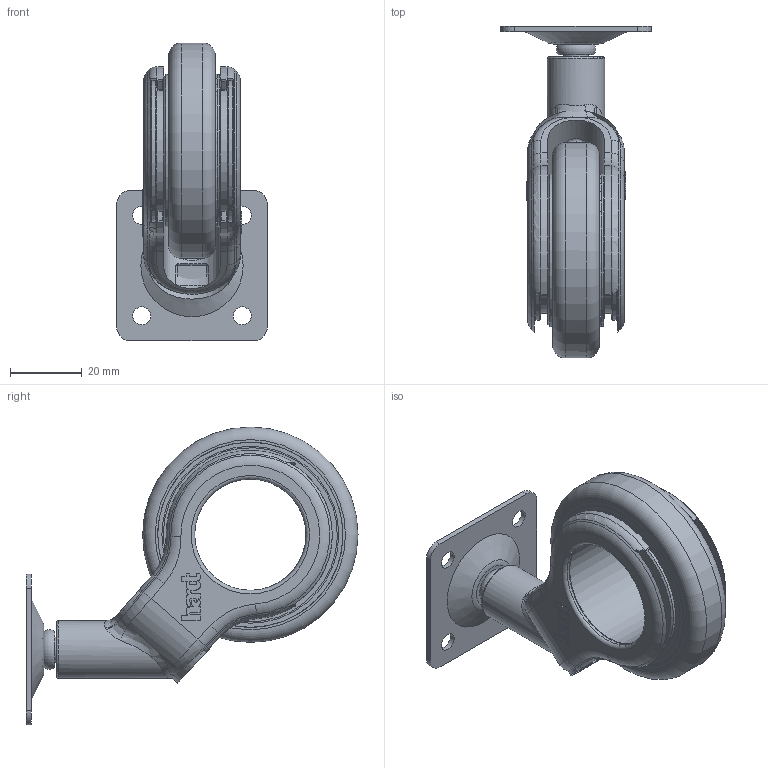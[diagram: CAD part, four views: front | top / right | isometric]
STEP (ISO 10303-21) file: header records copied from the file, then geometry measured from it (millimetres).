
FILE_DESCRIPTION(/* description */ (''),/* implementation_level */ '2;1');
FILE_NAME(/* name */ 'KM-STRADA-60MM-BH-20.stp',/* time_stamp */ '2023-08-09T11:46:48+02:00',/* author */ ('BartlomiejH'),/* organization */ (''),/* preprocessor_version */ 'ST-DEVELOPER v19.2',/* originating_system */ 'Autodesk Inventor 2023',/* authorisation */ '');
FILE_SCHEMA (('AUTOMOTIVE_DESIGN { 1 0 10303 214 3 1 1 }'));
Length unit declared in the file: millimetre
Products named in the file (29): KM-STRADA-60MM-BH-20; KM-STRADA-60MM-BH-20_OLYM60-YOUZHI_ASM_2_ASM; KM-STRADA-60MM-BH-20_OLYM60_ASM_1_ASM; KM-STRADA-60MM-BH-20_OLYM60-ZHOUTAO_1; KM-STRADA-60MM-BH-20_OLYM60-JIAOLUN_ASM_1_ASM; KM-STRADA-60MM-BH-20_OLYM60-NEIFU_1; KM-STRADA-60MM-BH-20_OLYM60-BAOBIAN_1; KM-STRADA-60MM-BH-20_KOO65ZHUHUANG_1; KM-STRADA-60MM-BH-20_KOO65GUNZHU_1_ASM; KM-STRADA-60MM-BH-20_MANIFOLD_SOLID_BREP_28353; KM-STRADA-60MM-BH-20_MANIFOLD_SOLID_BREP_28686; KM-STRADA-60MM-BH-20_MANIFOLD_SOLID_BREP_29019; KM-STRADA-60MM-BH-20_MANIFOLD_SOLID_BREP_29352; KM-STRADA-60MM-BH-20_MANIFOLD_SOLID_BREP_29685; KM-STRADA-60MM-BH-20_MANIFOLD_SOLID_BREP_30018; KM-STRADA-60MM-BH-20_MANIFOLD_SOLID_BREP_30351; KM-STRADA-60MM-BH-20_MANIFOLD_SOLID_BREP_30684; KM-STRADA-60MM-BH-20_MANIFOLD_SOLID_BREP_31017; KM-STRADA-60MM-BH-20_MANIFOLD_SOLID_BREP_31350; KM-STRADA-60MM-BH-20_MANIFOLD_SOLID_BREP_31683; KM-STRADA-60MM-BH-20_MANIFOLD_SOLID_BREP_32016; KM-STRADA-60MM-BH-20_MANIFOLD_SOLID_BREP_32349; KM-STRADA-60MM-BH-20_MANIFOLD_SOLID_BREP_32682; KM-STRADA-60MM-BH-20_MANIFOLD_SOLID_BREP_33015; KM-STRADA-60MM-BH-20_MANIFOLD_SOLID_BREP_33348; KM-STRADA-60MM-BH-20_OLYM60-WUZHIZHIJIA_2; KM-STRADA-60MM-BH-20_ERICA50-42PD_ASM; KM-STRADA-60MM-BH-20_ERICA50-42FK; KM-STRADA-60MM-BH-20_ERICA50-PDD
Assembly tree (28 placements, depth 6):
  KM-STRADA-60MM-BH-20
    KM-STRADA-60MM-BH-20_OLYM60-YOUZHI_ASM_2_ASM
      KM-STRADA-60MM-BH-20_OLYM60_ASM_1_ASM
        KM-STRADA-60MM-BH-20_OLYM60-ZHOUTAO_1
        KM-STRADA-60MM-BH-20_OLYM60-JIAOLUN_ASM_1_ASM
          KM-STRADA-60MM-BH-20_OLYM60-NEIFU_1
          KM-STRADA-60MM-BH-20_OLYM60-BAOBIAN_1
          KM-STRADA-60MM-BH-20_KOO65ZHUHUANG_1
          KM-STRADA-60MM-BH-20_KOO65GUNZHU_1_ASM
            KM-STRADA-60MM-BH-20_MANIFOLD_SOLID_BREP_28353
            KM-STRADA-60MM-BH-20_MANIFOLD_SOLID_BREP_28686
            KM-STRADA-60MM-BH-20_MANIFOLD_SOLID_BREP_29019
            KM-STRADA-60MM-BH-20_MANIFOLD_SOLID_BREP_29352
            KM-STRADA-60MM-BH-20_MANIFOLD_SOLID_BREP_29685
            KM-STRADA-60MM-BH-20_MANIFOLD_SOLID_BREP_30018
            KM-STRADA-60MM-BH-20_MANIFOLD_SOLID_BREP_30351
            KM-STRADA-60MM-BH-20_MANIFOLD_SOLID_BREP_30684
            KM-STRADA-60MM-BH-20_MANIFOLD_SOLID_BREP_31017
            KM-STRADA-60MM-BH-20_MANIFOLD_SOLID_BREP_31350
            KM-STRADA-60MM-BH-20_MANIFOLD_SOLID_BREP_31683
            KM-STRADA-60MM-BH-20_MANIFOLD_SOLID_BREP_32016
            KM-STRADA-60MM-BH-20_MANIFOLD_SOLID_BREP_32349
            KM-STRADA-60MM-BH-20_MANIFOLD_SOLID_BREP_32682
            KM-STRADA-60MM-BH-20_MANIFOLD_SOLID_BREP_33015
            KM-STRADA-60MM-BH-20_MANIFOLD_SOLID_BREP_33348
      KM-STRADA-60MM-BH-20_OLYM60-WUZHIZHIJIA_2
    KM-STRADA-60MM-BH-20_ERICA50-42PD_ASM
      KM-STRADA-60MM-BH-20_ERICA50-42FK
      KM-STRADA-60MM-BH-20_ERICA50-PDD
Bounding box: 42 x 92.5 x 83 mm (x, y, z)
Volume: 47853.2 mm3; surface area: 57497.3 mm2
Topology: 23 solids, 117 shells, 704 faces, 1809 edges, 1216 vertices
Faces by surface type: plane 265, cylinder 186, bspline 83, torus 74, sphere 61, cone 35
Full cylindrical faces by diameter (mm): 1.5 x16, 5 x21, 7 x6, 16 x1, 31 x3, 35 x4, 39 x2, 39.1 x1, 39.5 x1, 40.5 x1, 42.5 x2, 47 x2, 48 x1, 48.5 x1, 49.3 x1, 51.6 x2, 54 x2, 56.7 x2, 60 x1
Entity records: 27610 total; most frequent: CARTESIAN_POINT 9519, DIRECTION 3663, ORIENTED_EDGE 3223, EDGE_CURVE 1692, AXIS2_PLACEMENT_3D 1505, VERTEX_POINT 1216, EDGE_LOOP 822, CIRCLE 792
